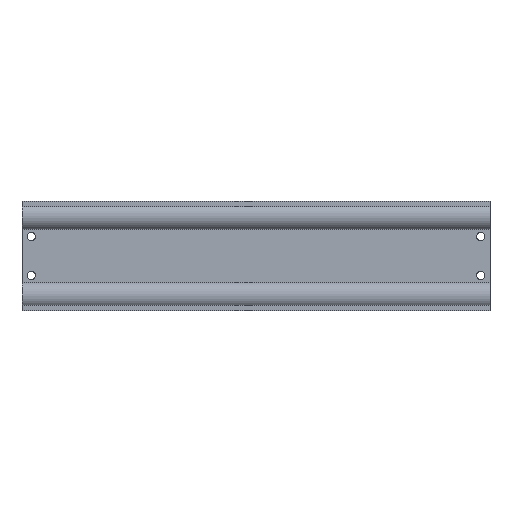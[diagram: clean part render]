
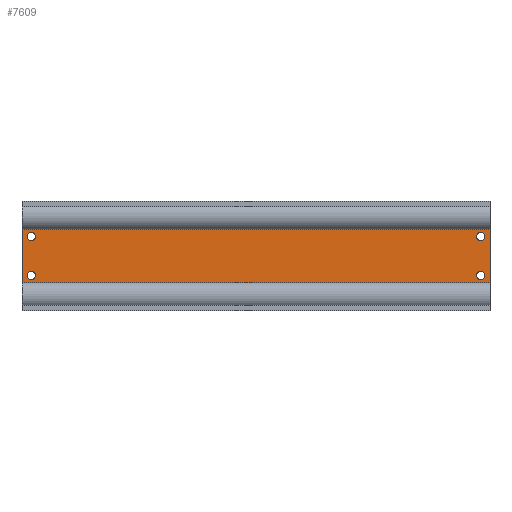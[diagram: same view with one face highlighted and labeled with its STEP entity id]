
A CAD part, front view. The second image highlights one B-rep face of the part: STEP entity #7609.
In plain terms, the highlighted planar face has unit normal (0, -1, 0).
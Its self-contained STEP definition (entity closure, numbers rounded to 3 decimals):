
#52 = DIRECTION ( 'NONE',  ( 0., 0., 1. ) ) ;
#70 = EDGE_LOOP ( 'NONE', ( #6849, #2966, #1292, #1933 ) ) ;
#74 = CARTESIAN_POINT ( 'NONE',  ( 0., 6., 14.517 ) ) ;
#180 = AXIS2_PLACEMENT_3D ( 'NONE', #6495, #1521, #7324 ) ;
#190 = EDGE_CURVE ( 'NONE', #10343, #8116, #2298, .T. ) ;
#237 = CIRCLE ( 'NONE', #5273, 2.25 ) ;
#734 = LINE ( 'NONE', #2730, #9264 ) ;
#748 = VERTEX_POINT ( 'NONE', #6940 ) ;
#854 = ORIENTED_EDGE ( 'NONE', *, *, #7951, .T. ) ;
#919 = CARTESIAN_POINT ( 'NONE',  ( 253., 6., 14.517 ) ) ;
#1146 = FACE_BOUND ( 'NONE', #4924, .T. ) ;
#1190 = VERTEX_POINT ( 'NONE', #6451 ) ;
#1195 = EDGE_LOOP ( 'NONE', ( #2125, #5112 ) ) ;
#1204 = CARTESIAN_POINT ( 'NONE',  ( 5., 6., 10.5 ) ) ;
#1292 = ORIENTED_EDGE ( 'NONE', *, *, #8719, .F. ) ;
#1421 = DIRECTION ( 'NONE',  ( -1., 0., 0. ) ) ;
#1469 = CARTESIAN_POINT ( 'NONE',  ( 0., 6., -14.517 ) ) ;
#1471 = AXIS2_PLACEMENT_3D ( 'NONE', #10236, #3609, #9425 ) ;
#1521 = DIRECTION ( 'NONE',  ( 0., 1., 0. ) ) ;
#1524 = EDGE_CURVE ( 'NONE', #8429, #10232, #734, .T. ) ;
#1588 = EDGE_LOOP ( 'NONE', ( #3847, #10005 ) ) ;
#1921 = PLANE ( 'NONE',  #1471 ) ;
#1933 = ORIENTED_EDGE ( 'NONE', *, *, #1989, .T. ) ;
#1989 = EDGE_CURVE ( 'NONE', #10063, #4266, #6804, .T. ) ;
#2028 = DIRECTION ( 'NONE',  ( 0., 0., 1. ) ) ;
#2125 = ORIENTED_EDGE ( 'NONE', *, *, #8111, .T. ) ;
#2297 = CIRCLE ( 'NONE', #5896, 2.25 ) ;
#2298 = CIRCLE ( 'NONE', #7902, 2.25 ) ;
#2406 = VECTOR ( 'NONE', #7279, 1000. ) ;
#2444 = DIRECTION ( 'NONE',  ( 0., 0., 1. ) ) ;
#2542 = VERTEX_POINT ( 'NONE', #5311 ) ;
#2575 = AXIS2_PLACEMENT_3D ( 'NONE', #1204, #7004, #2028 ) ;
#2730 = CARTESIAN_POINT ( 'NONE',  ( 253., 6., -14.517 ) ) ;
#2805 = CIRCLE ( 'NONE', #2575, 2.25 ) ;
#2966 = ORIENTED_EDGE ( 'NONE', *, *, #1524, .F. ) ;
#3120 = CARTESIAN_POINT ( 'NONE',  ( 5., 6., -10.5 ) ) ;
#3204 = CIRCLE ( 'NONE', #6250, 2.25 ) ;
#3245 = DIRECTION ( 'NONE',  ( 0., 1., 0. ) ) ;
#3267 = DIRECTION ( 'NONE',  ( 0., 1., 0. ) ) ;
#3360 = DIRECTION ( 'NONE',  ( 0., 1., 0. ) ) ;
#3609 = DIRECTION ( 'NONE',  ( 0., 1., 0. ) ) ;
#3847 = ORIENTED_EDGE ( 'NONE', *, *, #8023, .T. ) ;
#3954 = DIRECTION ( 'NONE',  ( 0., 0., 1. ) ) ;
#4034 = AXIS2_PLACEMENT_3D ( 'NONE', #8223, #3245, #9054 ) ;
#4062 = EDGE_CURVE ( 'NONE', #4387, #10283, #237, .T. ) ;
#4266 = VERTEX_POINT ( 'NONE', #74 ) ;
#4387 = VERTEX_POINT ( 'NONE', #7680 ) ;
#4564 = CARTESIAN_POINT ( 'NONE',  ( 5., 6., -8.25 ) ) ;
#4566 = VECTOR ( 'NONE', #1421, 1000. ) ;
#4643 = DIRECTION ( 'NONE',  ( 0., 1., 0. ) ) ;
#4902 = EDGE_LOOP ( 'NONE', ( #6790, #8058 ) ) ;
#4924 = EDGE_LOOP ( 'NONE', ( #4932, #854 ) ) ;
#4932 = ORIENTED_EDGE ( 'NONE', *, *, #7822, .T. ) ;
#4963 = DIRECTION ( 'NONE',  ( 0., 1., 0. ) ) ;
#4970 = VECTOR ( 'NONE', #6824, 1000. ) ;
#5112 = ORIENTED_EDGE ( 'NONE', *, *, #7653, .T. ) ;
#5134 = AXIS2_PLACEMENT_3D ( 'NONE', #9972, #4963, #52 ) ;
#5251 = FACE_OUTER_BOUND ( 'NONE', #70, .T. ) ;
#5273 = AXIS2_PLACEMENT_3D ( 'NONE', #3120, #8928, #3954 ) ;
#5311 = CARTESIAN_POINT ( 'NONE',  ( 248., 6., -12.75 ) ) ;
#5332 = CARTESIAN_POINT ( 'NONE',  ( 5., 6., 12.75 ) ) ;
#5506 = CARTESIAN_POINT ( 'NONE',  ( 248., 6., 8.25 ) ) ;
#5771 = FACE_BOUND ( 'NONE', #4902, .T. ) ;
#5896 = AXIS2_PLACEMENT_3D ( 'NONE', #9645, #4643, #10488 ) ;
#6250 = AXIS2_PLACEMENT_3D ( 'NONE', #8349, #3360, #9176 ) ;
#6383 = CARTESIAN_POINT ( 'NONE',  ( 253., 6., 14.517 ) ) ;
#6451 = CARTESIAN_POINT ( 'NONE',  ( 248., 6., -8.25 ) ) ;
#6495 = CARTESIAN_POINT ( 'NONE',  ( 248., 6., -10.5 ) ) ;
#6790 = ORIENTED_EDGE ( 'NONE', *, *, #7359, .T. ) ;
#6804 = LINE ( 'NONE', #6383, #4566 ) ;
#6823 = LINE ( 'NONE', #1469, #2406 ) ;
#6824 = DIRECTION ( 'NONE',  ( 0., 0., -1. ) ) ;
#6833 = CIRCLE ( 'NONE', #4034, 2.25 ) ;
#6849 = ORIENTED_EDGE ( 'NONE', *, *, #8532, .T. ) ;
#6940 = CARTESIAN_POINT ( 'NONE',  ( 5., 6., 8.25 ) ) ;
#7004 = DIRECTION ( 'NONE',  ( 0., 1., 0. ) ) ;
#7211 = LINE ( 'NONE', #7642, #4970 ) ;
#7279 = DIRECTION ( 'NONE',  ( 0., 0., -1. ) ) ;
#7324 = DIRECTION ( 'NONE',  ( 0., 0., 1. ) ) ;
#7359 = EDGE_CURVE ( 'NONE', #8116, #10343, #3204, .T. ) ;
#7361 = CIRCLE ( 'NONE', #180, 2.25 ) ;
#7470 = CARTESIAN_POINT ( 'NONE',  ( 248., 6., 12.75 ) ) ;
#7502 = FACE_BOUND ( 'NONE', #1588, .T. ) ;
#7609 = ADVANCED_FACE ( 'NONE', ( #5771, #1146, #9698, #7502, #5251 ), #1921, .F. ) ;
#7642 = CARTESIAN_POINT ( 'NONE',  ( 253., 6., -14.517 ) ) ;
#7653 = EDGE_CURVE ( 'NONE', #748, #7762, #2805, .T. ) ;
#7680 = CARTESIAN_POINT ( 'NONE',  ( 5., 6., -12.75 ) ) ;
#7762 = VERTEX_POINT ( 'NONE', #5332 ) ;
#7822 = EDGE_CURVE ( 'NONE', #1190, #2542, #2297, .T. ) ;
#7902 = AXIS2_PLACEMENT_3D ( 'NONE', #9078, #3267, #2444 ) ;
#7938 = CARTESIAN_POINT ( 'NONE',  ( 253., 6., -14.517 ) ) ;
#7951 = EDGE_CURVE ( 'NONE', #2542, #1190, #7361, .T. ) ;
#8023 = EDGE_CURVE ( 'NONE', #10283, #4387, #6833, .T. ) ;
#8058 = ORIENTED_EDGE ( 'NONE', *, *, #190, .T. ) ;
#8111 = EDGE_CURVE ( 'NONE', #7762, #748, #10745, .T. ) ;
#8116 = VERTEX_POINT ( 'NONE', #7470 ) ;
#8223 = CARTESIAN_POINT ( 'NONE',  ( 5., 6., -10.5 ) ) ;
#8349 = CARTESIAN_POINT ( 'NONE',  ( 248., 6., 10.5 ) ) ;
#8429 = VERTEX_POINT ( 'NONE', #7938 ) ;
#8532 = EDGE_CURVE ( 'NONE', #4266, #10232, #6823, .T. ) ;
#8719 = EDGE_CURVE ( 'NONE', #10063, #8429, #7211, .T. ) ;
#8725 = CARTESIAN_POINT ( 'NONE',  ( 0., 6., -14.517 ) ) ;
#8888 = DIRECTION ( 'NONE',  ( -1., 0., 0. ) ) ;
#8928 = DIRECTION ( 'NONE',  ( 0., 1., 0. ) ) ;
#9054 = DIRECTION ( 'NONE',  ( 0., 0., 1. ) ) ;
#9078 = CARTESIAN_POINT ( 'NONE',  ( 248., 6., 10.5 ) ) ;
#9176 = DIRECTION ( 'NONE',  ( 0., 0., 1. ) ) ;
#9264 = VECTOR ( 'NONE', #8888, 1000. ) ;
#9425 = DIRECTION ( 'NONE',  ( 0., 0., 1. ) ) ;
#9645 = CARTESIAN_POINT ( 'NONE',  ( 248., 6., -10.5 ) ) ;
#9698 = FACE_BOUND ( 'NONE', #1195, .T. ) ;
#9972 = CARTESIAN_POINT ( 'NONE',  ( 5., 6., 10.5 ) ) ;
#10005 = ORIENTED_EDGE ( 'NONE', *, *, #4062, .T. ) ;
#10063 = VERTEX_POINT ( 'NONE', #919 ) ;
#10232 = VERTEX_POINT ( 'NONE', #8725 ) ;
#10236 = CARTESIAN_POINT ( 'NONE',  ( 253., 6., -14.517 ) ) ;
#10283 = VERTEX_POINT ( 'NONE', #4564 ) ;
#10343 = VERTEX_POINT ( 'NONE', #5506 ) ;
#10488 = DIRECTION ( 'NONE',  ( 0., 0., 1. ) ) ;
#10745 = CIRCLE ( 'NONE', #5134, 2.25 ) ;
